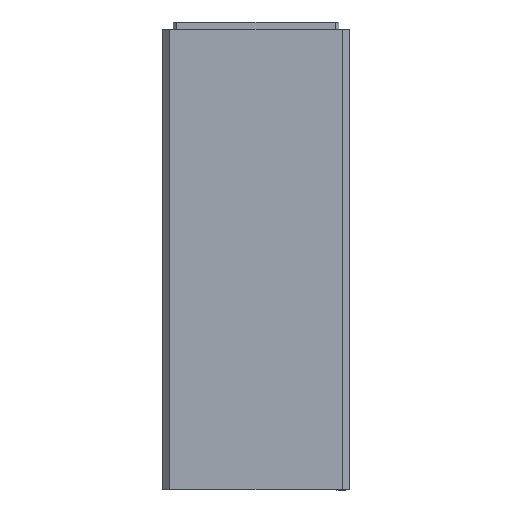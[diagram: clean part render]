
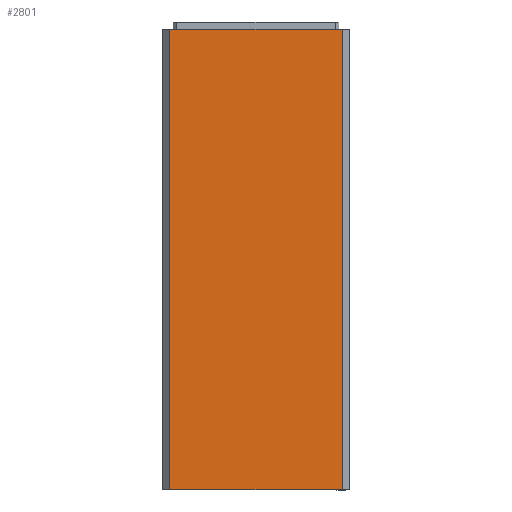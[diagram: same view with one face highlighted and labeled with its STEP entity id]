
A CAD part, front view. The second image highlights one B-rep face of the part: STEP entity #2801.
In plain terms, the highlighted planar face has unit normal (0, -1, 0).
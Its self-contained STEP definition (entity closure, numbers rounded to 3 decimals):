
#20 = CARTESIAN_POINT ( 'NONE',  ( 120., -24., 640. ) ) ;
#81 = VECTOR ( 'NONE', #4308, 1000. ) ;
#91 = VERTEX_POINT ( 'NONE', #3225 ) ;
#188 = PLANE ( 'NONE',  #1925 ) ;
#234 = CARTESIAN_POINT ( 'NONE',  ( 120., -24., 0. ) ) ;
#325 = DIRECTION ( 'NONE',  ( 0., 0., 1. ) ) ;
#372 = FACE_OUTER_BOUND ( 'NONE', #3364, .T. ) ;
#584 = EDGE_CURVE ( 'NONE', #3150, #4135, #3430, .T. ) ;
#807 = LINE ( 'NONE', #2004, #1582 ) ;
#938 = VERTEX_POINT ( 'NONE', #2075 ) ;
#1372 = CARTESIAN_POINT ( 'NONE',  ( 120., -24., 0. ) ) ;
#1582 = VECTOR ( 'NONE', #3786, 1000. ) ;
#1778 = VECTOR ( 'NONE', #2487, 1000. ) ;
#1872 = EDGE_CURVE ( 'NONE', #938, #91, #807, .T. ) ;
#1910 = ORIENTED_EDGE ( 'NONE', *, *, #4035, .T. ) ;
#1925 = AXIS2_PLACEMENT_3D ( 'NONE', #234, #4105, #2741 ) ;
#2004 = CARTESIAN_POINT ( 'NONE',  ( 120., -24., 0.3 ) ) ;
#2075 = CARTESIAN_POINT ( 'NONE',  ( -120., -24., 0.3 ) ) ;
#2092 = ORIENTED_EDGE ( 'NONE', *, *, #2928, .T. ) ;
#2102 = VECTOR ( 'NONE', #325, 1000. ) ;
#2433 = CARTESIAN_POINT ( 'NONE',  ( -120., -24., 640. ) ) ;
#2487 = DIRECTION ( 'NONE',  ( 0., 0., -1. ) ) ;
#2563 = ORIENTED_EDGE ( 'NONE', *, *, #584, .T. ) ;
#2741 = DIRECTION ( 'NONE',  ( 0., 0., -1. ) ) ;
#2801 = ADVANCED_FACE ( 'NONE', ( #372 ), #188, .T. ) ;
#2928 = EDGE_CURVE ( 'NONE', #91, #3150, #3174, .T. ) ;
#3150 = VERTEX_POINT ( 'NONE', #20 ) ;
#3174 = LINE ( 'NONE', #1372, #2102 ) ;
#3225 = CARTESIAN_POINT ( 'NONE',  ( 120., -24., 0.3 ) ) ;
#3267 = ORIENTED_EDGE ( 'NONE', *, *, #1872, .T. ) ;
#3364 = EDGE_LOOP ( 'NONE', ( #2563, #1910, #3267, #2092 ) ) ;
#3430 = LINE ( 'NONE', #4324, #81 ) ;
#3686 = LINE ( 'NONE', #3849, #1778 ) ;
#3786 = DIRECTION ( 'NONE',  ( 1., 0., 0. ) ) ;
#3849 = CARTESIAN_POINT ( 'NONE',  ( -120., -24., 0. ) ) ;
#4035 = EDGE_CURVE ( 'NONE', #4135, #938, #3686, .T. ) ;
#4105 = DIRECTION ( 'NONE',  ( 0., -1., 0. ) ) ;
#4135 = VERTEX_POINT ( 'NONE', #2433 ) ;
#4308 = DIRECTION ( 'NONE',  ( -1., 0., 0. ) ) ;
#4324 = CARTESIAN_POINT ( 'NONE',  ( 120., -24., 640. ) ) ;
